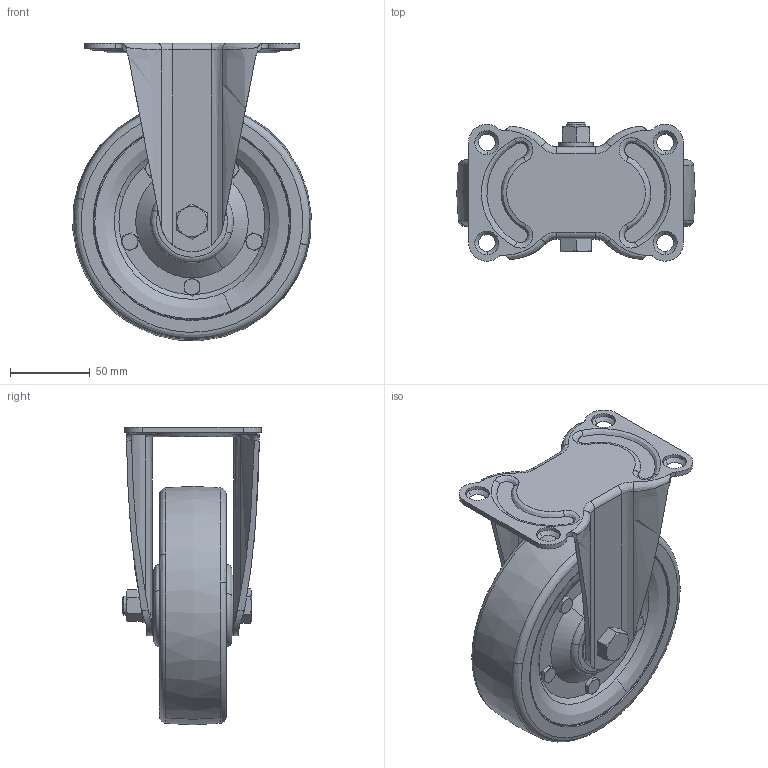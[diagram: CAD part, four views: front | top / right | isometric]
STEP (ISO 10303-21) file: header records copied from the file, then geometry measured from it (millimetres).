
FILE_DESCRIPTION((''),'2;1');
FILE_NAME('','2009-03-19T15:33:13',(''),(''),'','CADfix','');
FILE_SCHEMA(('AUTOMOTIVE_DESIGN { 1 0 10303 214 1 1 1 1 }'));
Length unit declared in the file: millimetre
Bounding box: 149.7 x 87.14 x 186.85 mm (x, y, z)
Volume: 747984.2 mm3; surface area: 117750 mm2
Topology: 3 solids, 3 shells, 348 faces, 984 edges, 660 vertices
Faces by surface type: bspline 348
Entity records: 16346 total; most frequent: CARTESIAN_POINT 10880, ORIENTED_EDGE 1964, EDGE_CURVE 982, VERTEX_POINT 660, EDGE_LOOP 382, FACE_OUTER_BOUND 348, ADVANCED_FACE 348, B_SPLINE_CURVE_WITH_KNOTS 281
